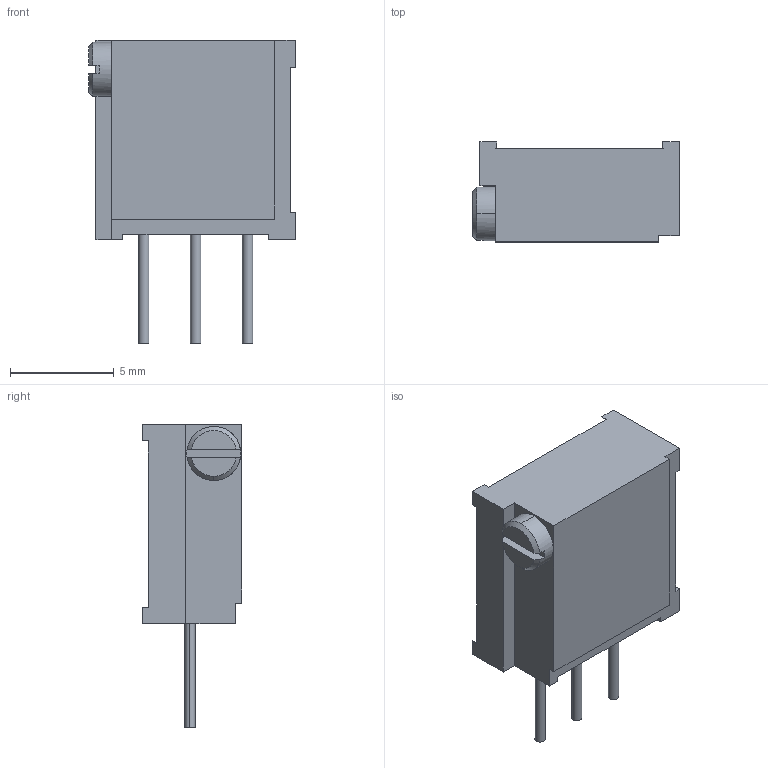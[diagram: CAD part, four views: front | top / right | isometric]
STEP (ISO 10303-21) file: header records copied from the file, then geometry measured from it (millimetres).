
FILE_DESCRIPTION (( 'STEP AP214' ), '1' );
FILE_NAME ('RES-ADJ-TH_3P-L9.6-W4.8-H9.6-P2.50-R.step', '2022-07-28T08:42:51', ( '' ), ( '' ), 'SwSTEP 2.0', 'SolidWorks 2020', '' );
FILE_SCHEMA (( 'AUTOMOTIVE_DESIGN' ));
Length unit declared in the file: millimetre
Products named in the file (1): RES-ADJ-TH_3P-L9.6-W4.8-H9.6-P2.50-R
Bounding box: 9.95 x 4.8 x 14.6 mm (x, y, z)
Volume: 377 mm3; surface area: 403 mm2
Topology: 1 solids, 1 shells, 294 faces, 806 edges, 537 vertices
Faces by surface type: plane 185, bspline 98, cylinder 8, cone 3
Entity records: 12996 total; most frequent: CARTESIAN_POINT 2956, ORIENTED_EDGE 1612, DIRECTION 1019, EDGE_CURVE 806, VECTOR 579, LINE 579, VERTEX_POINT 537, EDGE_LOOP 317
